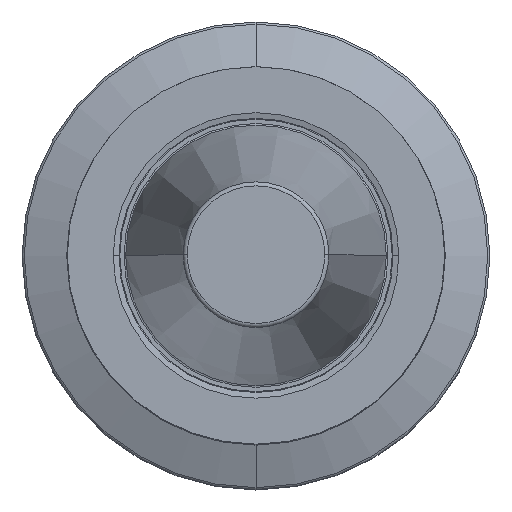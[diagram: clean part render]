
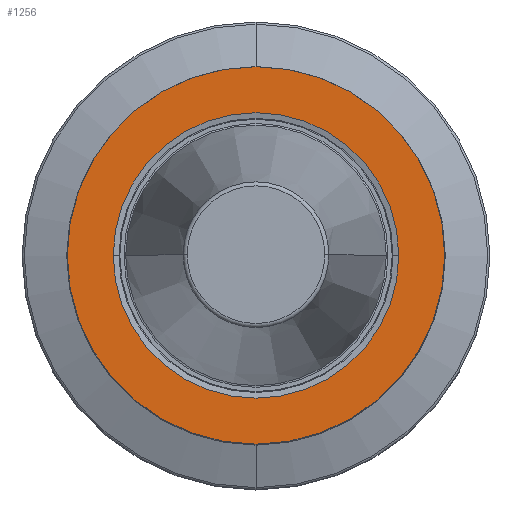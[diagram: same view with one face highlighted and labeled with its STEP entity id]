
A CAD part, top view. The second image highlights one B-rep face of the part: STEP entity #1256.
In plain terms, the highlighted planar face has unit normal (0, 0, 1).
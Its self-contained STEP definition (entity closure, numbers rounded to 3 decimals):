
#113=CARTESIAN_POINT('',(0.,0.,-2.));
#114=DIRECTION('',(0.,0.,-1.));
#115=DIRECTION('',(1.,0.,0.));
#116=AXIS2_PLACEMENT_3D('',#113,#114,#115);
#121=CARTESIAN_POINT('',(0.,0.,-2.));
#122=DIRECTION('',(0.,0.,1.));
#123=DIRECTION('',(1.,0.,0.));
#124=AXIS2_PLACEMENT_3D('',#121,#122,#123);
#129=CARTESIAN_POINT('',(0.,0.,-2.));
#130=DIRECTION('',(0.,0.,1.));
#131=DIRECTION('',(1.,0.,0.));
#132=AXIS2_PLACEMENT_3D('',#129,#130,#131);
#137=CARTESIAN_POINT('',(0.,0.,-2.));
#138=DIRECTION('',(0.,0.,1.));
#139=DIRECTION('',(-1.,0.,0.));
#140=AXIS2_PLACEMENT_3D('',#137,#138,#139);
#1081=CARTESIAN_POINT('',(23.,0.,-2.));
#1082=CARTESIAN_POINT('',(-23.,0.,-2.));
#1083=VERTEX_POINT('',#1081);
#1084=VERTEX_POINT('',#1082);
#1143=CARTESIAN_POINT('',(17.396,0.,-2.));
#1144=VERTEX_POINT('',#1143);
#1147=CARTESIAN_POINT('',(-17.396,0.,-2.));
#1148=VERTEX_POINT('',#1147);
#1241=CARTESIAN_POINT('',(0.,0.,-2.));
#1242=DIRECTION('',(0.,0.,-1.));
#1243=DIRECTION('',(-1.,0.,0.));
#1244=AXIS2_PLACEMENT_3D('',#1241,#1242,#1243);
#1245=PLANE('',#1244);
#1246=ORIENTED_EDGE('',*,*,#1162,.T.);
#1247=ORIENTED_EDGE('',*,*,#1221,.F.);
#1248=EDGE_LOOP('',(#1246,#1247));
#1249=FACE_OUTER_BOUND('',#1248,.F.);
#1251=ORIENTED_EDGE('',*,*,#1250,.T.);
#1253=ORIENTED_EDGE('',*,*,#1252,.T.);
#1254=EDGE_LOOP('',(#1251,#1253));
#1255=FACE_BOUND('',#1254,.F.);
#117=CIRCLE('',#116,23.);
#125=CIRCLE('',#124,23.);
#133=CIRCLE('',#132,17.396);
#141=CIRCLE('',#140,17.396);
#1162=EDGE_CURVE('',#1083,#1084,#117,.T.);
#1221=EDGE_CURVE('',#1083,#1084,#125,.T.);
#1250=EDGE_CURVE('',#1144,#1148,#133,.T.);
#1252=EDGE_CURVE('',#1148,#1144,#141,.T.);
#1256=ADVANCED_FACE('',(#1249,#1255),#1245,.F.);
